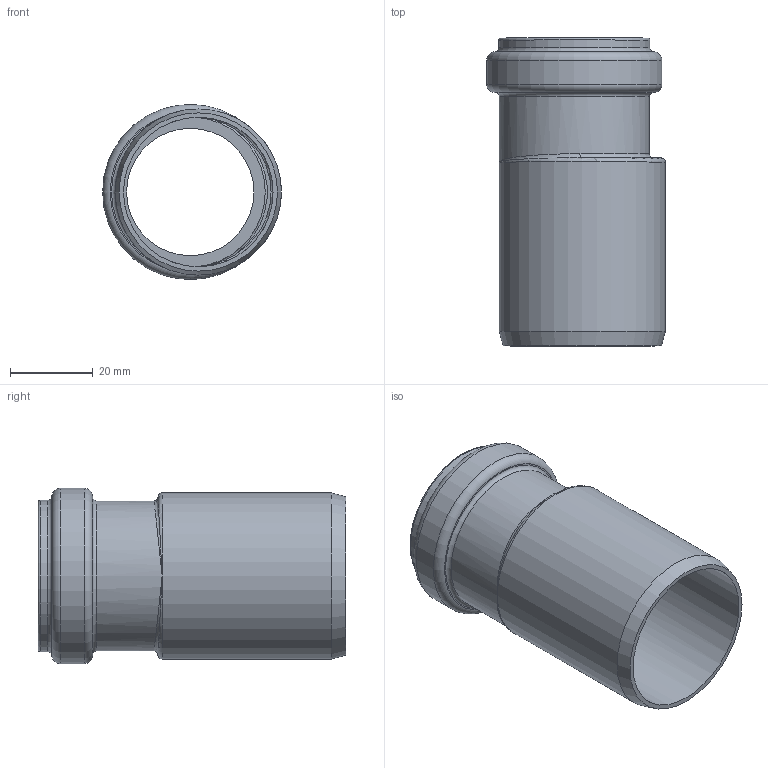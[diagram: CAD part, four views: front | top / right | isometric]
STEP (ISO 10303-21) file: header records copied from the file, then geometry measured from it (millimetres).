
FILE_DESCRIPTION(/* description */ (''),/* implementation_level */ '2;1');
FILE_NAME(/* name */ '559900 HTR DN_OD 40_32 weiß.stp',/* time_stamp */ '2018-01-12T10:43:40+01:00',/* author */ ('user1'),/* organization */ (''),/* preprocessor_version */ 'ST-DEVELOPER v16.1',/* originating_system */ 'Autodesk Inventor 2016',/* authorisation */ '');
FILE_SCHEMA (('AUTOMOTIVE_DESIGN { 1 0 10303 214 3 1 1 }'));
Length unit declared in the file: millimetre
Products named in the file (1): 559900 HTR DN_OD 40_32 weiß
Bounding box: 43.25 x 74.52 x 42.4 mm (x, y, z)
Volume: 19682.3 mm3; surface area: 20224.8 mm2
Topology: 1 solids, 1 shells, 38 faces, 76 edges, 40 vertices
Faces by surface type: torus 14, cylinder 10, plane 6, cone 6, bspline 2
Full cylindrical faces by diameter (mm): 32.7 x1, 33 x2, 36.2 x1, 36.3 x1, 36.6 x1, 38.8 x1, 40.2 x1, 42.4 x1
Entity records: 1000 total; most frequent: CARTESIAN_POINT 304, DIRECTION 154, ORIENTED_EDGE 94, AXIS2_PLACEMENT_3D 76, EDGE_LOOP 67, EDGE_CURVE 47, CIRCLE 39, FACE_OUTER_BOUND 38
